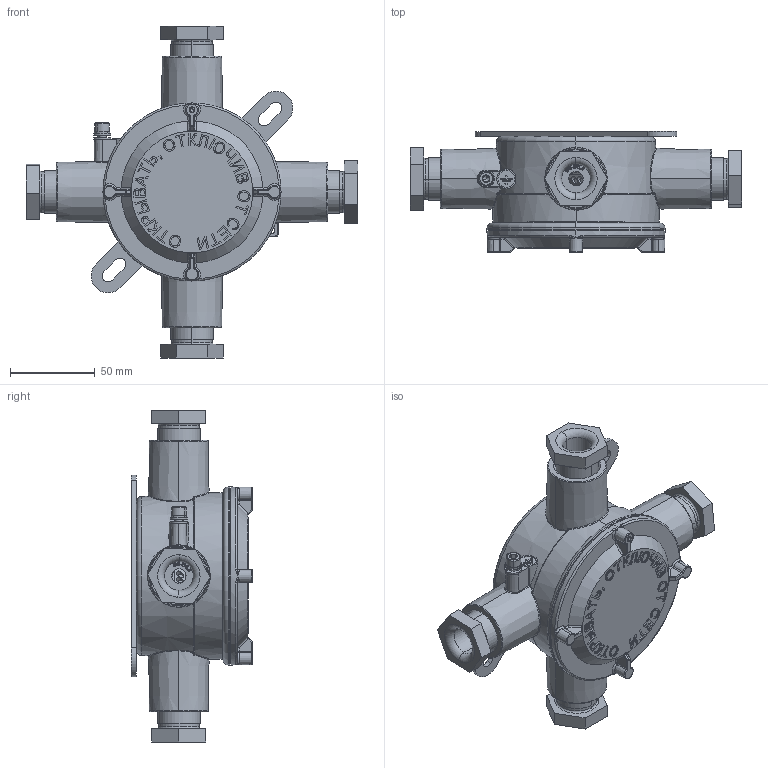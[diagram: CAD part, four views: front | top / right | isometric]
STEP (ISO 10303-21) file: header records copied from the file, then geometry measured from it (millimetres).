
FILE_DESCRIPTION (( 'STEP AP214' ), '1' );
FILE_NAME ('ÂÐÊ-41-24-1-d.STEP', '2023-05-11T07:37:40', ( '' ), ( '' ), 'SwSTEP 2.0', 'SolidWorks 2020', '' );
FILE_SCHEMA (( 'AUTOMOTIVE_DESIGN' ));
Length unit declared in the file: millimetre
Products named in the file (21): 覆佤膰斀錼膷_01; 覆佤膴鍙欙樥燲01; 覆佤鸆殧趌01; 覆佤鸆殧趌04; 覆佤膰豵鵨_01; ﾘ琺矜 ﾌ5 DIN 125; Âèíò Ì5x12 DIN 912; 覆佤黟錪膻獥04; 妈眚 󊙅2 DIN 965; ﾘ琺矜 ﾌ5 DIN 127; 妈眚 󉱮5 DIN 965; 妈眚 󊅙2 DIN 913; 鸯噻赅 秩酪忍-221F (矣 0254-030-12435252-04); 滦蔩牮赅_01; 覆佤瞁鍱_01; 滦蔩箫腩蝽栩咫黖01_ぎ 酄徕铴キ; 抔樦憵_WAGO_862_1504; ﾂﾐﾊ-41-24-1-d
Assembly tree (39 placements, depth 3):
  鸯噻赅 秩酪忍-221F (矣 0254-030-12435252-04)
  ﾂﾐﾊ-41-24-1-d
    滦蔩牮赅_01
    滦蔩箫腩蝽栩咫黖01_ぎ 酄徕铴キ
    覆佤膰豵鵨_01
    抔樦憵_WAGO_862_1504
    覆佤膴鍙欙樥燲01
    ﾘ琺矜 ﾌ5 DIN 125  x4
    ﾘ琺矜 ﾌ5 DIN 127  x2
    Âèíò Ì5x12 DIN 912  x2
    妈眚 󉱮5 DIN 965  x3
    妈眚 󊙅2 DIN 965  x2
    妈眚 󊅙2 DIN 913
    覆佤膰斀錼膷_01
      覆佤鸆殧趌01
      覆佤鸆殧趌04
      覆佤黟錪膻獥04
    覆佤膰斀錼膷_01
      覆佤鸆殧趌01
      覆佤鸆殧趌04
      覆佤黟錪膻獥04
    覆佤膰斀錼膷_01
      覆佤鸆殧趌01
      覆佤鸆殧趌04
      覆佤黟錪膻獥04
    覆佤膰斀錼膷_01
      覆佤鸆殧趌01
      覆佤鸆殧趌04
      覆佤黟錪膻獥04
    覆佤瞁鍱_01  x4
Bounding box: 195.75 x 71.5 x 195.75 mm (x, y, z)
Volume: 341143.5 mm3; surface area: 168380.2 mm2
Topology: 35 solids, 35 shells, 2628 faces, 6777 edges, 4323 vertices
Faces by surface type: plane 1200, bspline 561, cylinder 519, cone 189, torus 116, sphere 43
Entity records: 102042 total; most frequent: CARTESIAN_POINT 53565, ORIENTED_EDGE 10294, DIRECTION 8578, EDGE_CURVE 5147, VERTEX_POINT 3306, LINE 3004, VECTOR 3004, AXIS2_PLACEMENT_3D 2787
